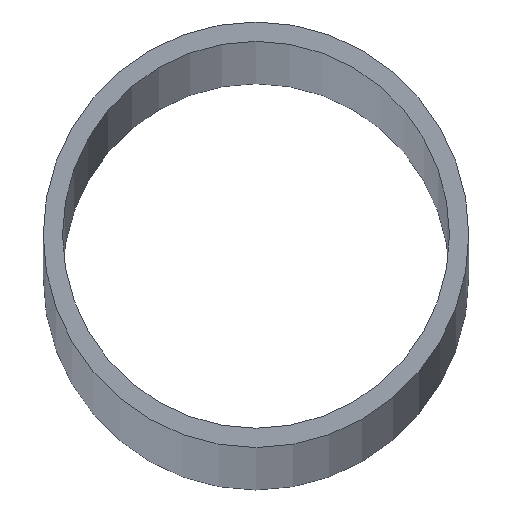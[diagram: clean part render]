
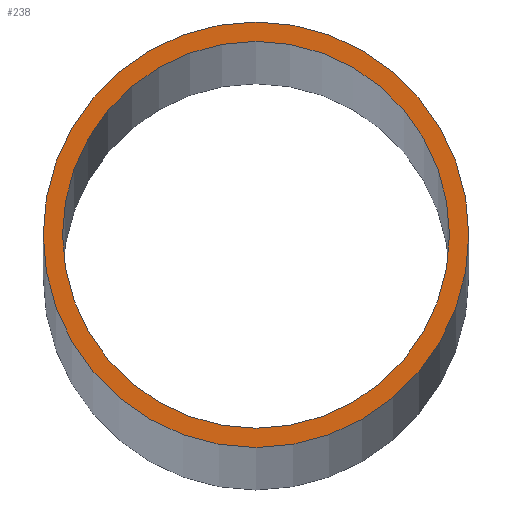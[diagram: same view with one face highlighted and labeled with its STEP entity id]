
A CAD part, top view. The second image highlights one B-rep face of the part: STEP entity #238.
In plain terms, the highlighted planar face has unit normal (0, 0, 1).
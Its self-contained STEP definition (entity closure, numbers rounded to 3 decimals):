
#3 = CARTESIAN_POINT ( 'NONE',  ( 0., 0., 314. ) ) ;
#9 = AXIS2_PLACEMENT_3D ( 'NONE', #88, #163, #144 ) ;
#12 = CARTESIAN_POINT ( 'NONE',  ( -2.5, 0., 314. ) ) ;
#14 = VERTEX_POINT ( 'NONE', #12 ) ;
#16 = FACE_BOUND ( 'NONE', #229, .T. ) ;
#18 = PLANE ( 'NONE',  #20 ) ;
#19 = CARTESIAN_POINT ( 'NONE',  ( 2.5, 0., 314. ) ) ;
#20 = AXIS2_PLACEMENT_3D ( 'NONE', #94, #76, #91 ) ;
#25 = EDGE_CURVE ( 'NONE', #30, #71, #115, .T. ) ;
#30 = VERTEX_POINT ( 'NONE', #225 ) ;
#36 = CIRCLE ( 'NONE', #227, 2.5 ) ;
#38 = CARTESIAN_POINT ( 'NONE',  ( 2.75, 0., 314. ) ) ;
#55 = CARTESIAN_POINT ( 'NONE',  ( 0., 0., 314. ) ) ;
#57 = FACE_OUTER_BOUND ( 'NONE', #141, .T. ) ;
#58 = DIRECTION ( 'NONE',  ( 1., 0., 0. ) ) ;
#71 = VERTEX_POINT ( 'NONE', #38 ) ;
#76 = DIRECTION ( 'NONE',  ( 0., 0., 1. ) ) ;
#87 = ORIENTED_EDGE ( 'NONE', *, *, #125, .F. ) ;
#88 = CARTESIAN_POINT ( 'NONE',  ( 0., 0., 314. ) ) ;
#91 = DIRECTION ( 'NONE',  ( 1., 0., 0. ) ) ;
#94 = CARTESIAN_POINT ( 'NONE',  ( 0., 0., 314. ) ) ;
#95 = DIRECTION ( 'NONE',  ( 0., 0., 1. ) ) ;
#107 = ORIENTED_EDGE ( 'NONE', *, *, #218, .F. ) ;
#111 = DIRECTION ( 'NONE',  ( 1., 0., 0. ) ) ;
#115 = CIRCLE ( 'NONE', #9, 2.75 ) ;
#125 = EDGE_CURVE ( 'NONE', #222, #14, #167, .T. ) ;
#127 = ORIENTED_EDGE ( 'NONE', *, *, #246, .T. ) ;
#128 = DIRECTION ( 'NONE',  ( 0., 0., 1. ) ) ;
#141 = EDGE_LOOP ( 'NONE', ( #164, #127 ) ) ;
#144 = DIRECTION ( 'NONE',  ( 1., 0., 0. ) ) ;
#163 = DIRECTION ( 'NONE',  ( 0., 0., 1. ) ) ;
#164 = ORIENTED_EDGE ( 'NONE', *, *, #25, .T. ) ;
#167 = CIRCLE ( 'NONE', #172, 2.5 ) ;
#170 = DIRECTION ( 'NONE',  ( 1., 0., 0. ) ) ;
#172 = AXIS2_PLACEMENT_3D ( 'NONE', #55, #95, #170 ) ;
#190 = CIRCLE ( 'NONE', #195, 2.75 ) ;
#195 = AXIS2_PLACEMENT_3D ( 'NONE', #3, #128, #58 ) ;
#218 = EDGE_CURVE ( 'NONE', #14, #222, #36, .T. ) ;
#222 = VERTEX_POINT ( 'NONE', #19 ) ;
#225 = CARTESIAN_POINT ( 'NONE',  ( -2.75, 0., 314. ) ) ;
#227 = AXIS2_PLACEMENT_3D ( 'NONE', #247, #231, #111 ) ;
#229 = EDGE_LOOP ( 'NONE', ( #107, #87 ) ) ;
#231 = DIRECTION ( 'NONE',  ( 0., 0., 1. ) ) ;
#238 = ADVANCED_FACE ( 'NONE', ( #57, #16 ), #18, .T. ) ;
#246 = EDGE_CURVE ( 'NONE', #71, #30, #190, .T. ) ;
#247 = CARTESIAN_POINT ( 'NONE',  ( 0., 0., 314. ) ) ;
